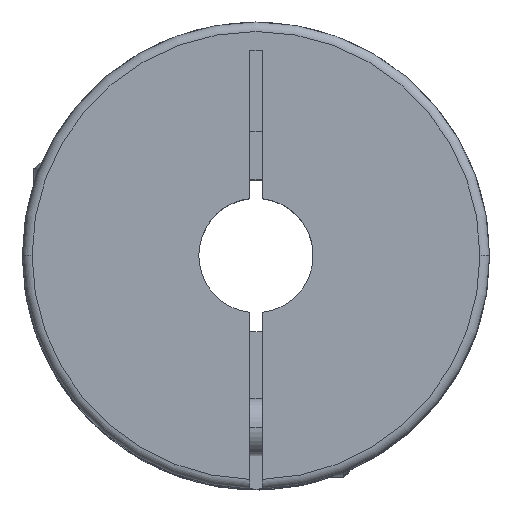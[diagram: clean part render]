
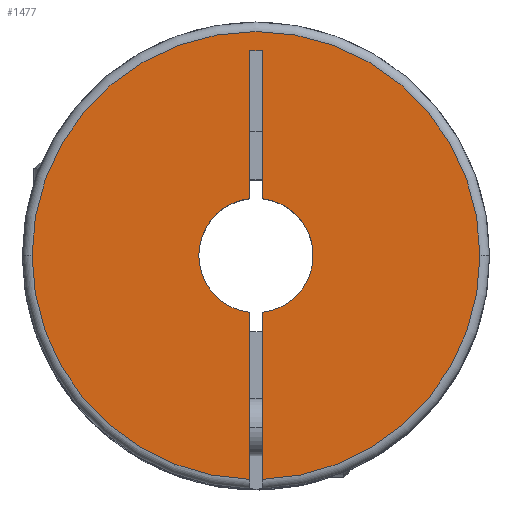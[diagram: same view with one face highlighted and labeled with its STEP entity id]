
A CAD part, top view. The second image highlights one B-rep face of the part: STEP entity #1477.
In plain terms, the highlighted planar face has unit normal (0, 0, 1).
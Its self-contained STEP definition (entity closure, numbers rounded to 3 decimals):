
#90 = CARTESIAN_POINT ( 'NONE',  ( 0., 0., 0. ) ) ;
#96 = CARTESIAN_POINT ( 'NONE',  ( 0., 0., 0. ) ) ;
#194 = EDGE_LOOP ( 'NONE', ( #3730, #3214, #1638, #2375, #3027, #4278, #4435, #2380, #3000, #2590, #2339 ) ) ;
#219 = CARTESIAN_POINT ( 'NONE',  ( 23.5, 0., 0. ) ) ;
#235 = VERTEX_POINT ( 'NONE', #384 ) ;
#242 = DIRECTION ( 'NONE',  ( 0., 0., -1. ) ) ;
#291 = CARTESIAN_POINT ( 'NONE',  ( -0.65, 21.5, 0. ) ) ;
#297 = CARTESIAN_POINT ( 'NONE',  ( 0., 0., 0. ) ) ;
#333 = LINE ( 'NONE', #1040, #2970 ) ;
#384 = CARTESIAN_POINT ( 'NONE',  ( -0.65, 5.965, 0. ) ) ;
#429 = CARTESIAN_POINT ( 'NONE',  ( 0., 0., 0. ) ) ;
#453 = CARTESIAN_POINT ( 'NONE',  ( -6., 0., 0. ) ) ;
#466 = DIRECTION ( 'NONE',  ( 0., -1., 0. ) ) ;
#589 = EDGE_CURVE ( 'NONE', #1583, #235, #3535, .T. ) ;
#598 = AXIS2_PLACEMENT_3D ( 'NONE', #2018, #242, #2195 ) ;
#609 = DIRECTION ( 'NONE',  ( -1., 0., 0. ) ) ;
#622 = DIRECTION ( 'NONE',  ( -1., 0., 0. ) ) ;
#666 = CARTESIAN_POINT ( 'NONE',  ( 0., 0., 0. ) ) ;
#704 = DIRECTION ( 'NONE',  ( 0., 0., -1. ) ) ;
#808 = PLANE ( 'NONE',  #4155 ) ;
#876 = LINE ( 'NONE', #2657, #2215 ) ;
#931 = EDGE_CURVE ( 'NONE', #3470, #1051, #4454, .T. ) ;
#967 = EDGE_CURVE ( 'NONE', #2009, #3470, #4365, .T. ) ;
#1040 = CARTESIAN_POINT ( 'NONE',  ( 0.65, -24.5, 0. ) ) ;
#1051 = VERTEX_POINT ( 'NONE', #291 ) ;
#1074 = EDGE_CURVE ( 'NONE', #4077, #4029, #4146, .T. ) ;
#1100 = CARTESIAN_POINT ( 'NONE',  ( -0.65, -5.965, 0. ) ) ;
#1112 = VECTOR ( 'NONE', #4353, 1000. ) ;
#1128 = CARTESIAN_POINT ( 'NONE',  ( 0.65, 21.5, 0. ) ) ;
#1168 = CARTESIAN_POINT ( 'NONE',  ( 0.65, -24.5, 0. ) ) ;
#1175 = VECTOR ( 'NONE', #3014, 1000. ) ;
#1181 = CARTESIAN_POINT ( 'NONE',  ( 0.65, -23.491, 0. ) ) ;
#1477 = ADVANCED_FACE ( 'NONE', ( #3272 ), #808, .F. ) ;
#1500 = EDGE_CURVE ( 'NONE', #3487, #2692, #876, .T. ) ;
#1527 = DIRECTION ( 'NONE',  ( 0., 1., 0. ) ) ;
#1583 = VERTEX_POINT ( 'NONE', #453 ) ;
#1638 = ORIENTED_EDGE ( 'NONE', *, *, #1906, .T. ) ;
#1868 = DIRECTION ( 'NONE',  ( -1., 0., 0. ) ) ;
#1906 = EDGE_CURVE ( 'NONE', #3487, #1583, #2281, .T. ) ;
#1908 = AXIS2_PLACEMENT_3D ( 'NONE', #297, #4220, #609 ) ;
#1913 = DIRECTION ( 'NONE',  ( 0., 0., -1. ) ) ;
#2009 = VERTEX_POINT ( 'NONE', #2267 ) ;
#2018 = CARTESIAN_POINT ( 'NONE',  ( 0., 0., 0. ) ) ;
#2078 = AXIS2_PLACEMENT_3D ( 'NONE', #429, #1913, #1868 ) ;
#2147 = VERTEX_POINT ( 'NONE', #3648 ) ;
#2149 = CIRCLE ( 'NONE', #598, 6. ) ;
#2195 = DIRECTION ( 'NONE',  ( -1., 0., 0. ) ) ;
#2215 = VECTOR ( 'NONE', #3711, 1000. ) ;
#2267 = CARTESIAN_POINT ( 'NONE',  ( 0.65, 5.965, 0. ) ) ;
#2281 = CIRCLE ( 'NONE', #2428, 6. ) ;
#2337 = EDGE_CURVE ( 'NONE', #2692, #4036, #2506, .T. ) ;
#2339 = ORIENTED_EDGE ( 'NONE', *, *, #2953, .F. ) ;
#2358 = AXIS2_PLACEMENT_3D ( 'NONE', #3238, #704, #3565 ) ;
#2375 = ORIENTED_EDGE ( 'NONE', *, *, #589, .T. ) ;
#2380 = ORIENTED_EDGE ( 'NONE', *, *, #3300, .T. ) ;
#2428 = AXIS2_PLACEMENT_3D ( 'NONE', #96, #4366, #4292 ) ;
#2506 = CIRCLE ( 'NONE', #2358, 23.5 ) ;
#2540 = EDGE_CURVE ( 'NONE', #1051, #235, #2929, .T. ) ;
#2590 = ORIENTED_EDGE ( 'NONE', *, *, #1074, .F. ) ;
#2592 = CIRCLE ( 'NONE', #2078, 23.5 ) ;
#2657 = CARTESIAN_POINT ( 'NONE',  ( -0.65, 21.5, 0. ) ) ;
#2692 = VERTEX_POINT ( 'NONE', #3815 ) ;
#2929 = LINE ( 'NONE', #4085, #1112 ) ;
#2953 = EDGE_CURVE ( 'NONE', #4036, #4077, #2592, .T. ) ;
#2970 = VECTOR ( 'NONE', #4514, 1000. ) ;
#3000 = ORIENTED_EDGE ( 'NONE', *, *, #3825, .F. ) ;
#3014 = DIRECTION ( 'NONE',  ( -1., 0., 0. ) ) ;
#3027 = ORIENTED_EDGE ( 'NONE', *, *, #2540, .F. ) ;
#3106 = DIRECTION ( 'NONE',  ( 0., 0., -1. ) ) ;
#3214 = ORIENTED_EDGE ( 'NONE', *, *, #1500, .F. ) ;
#3238 = CARTESIAN_POINT ( 'NONE',  ( 0., 0., 0. ) ) ;
#3269 = CARTESIAN_POINT ( 'NONE',  ( -23.5, 0., 0. ) ) ;
#3272 = FACE_OUTER_BOUND ( 'NONE', #194, .T. ) ;
#3297 = DIRECTION ( 'NONE',  ( 0., 0., -1. ) ) ;
#3300 = EDGE_CURVE ( 'NONE', #2009, #2147, #2149, .T. ) ;
#3470 = VERTEX_POINT ( 'NONE', #1128 ) ;
#3487 = VERTEX_POINT ( 'NONE', #1100 ) ;
#3535 = CIRCLE ( 'NONE', #1908, 6. ) ;
#3565 = DIRECTION ( 'NONE',  ( -1., 0., 0. ) ) ;
#3623 = VECTOR ( 'NONE', #1527, 1000. ) ;
#3648 = CARTESIAN_POINT ( 'NONE',  ( 0.65, -5.965, 0. ) ) ;
#3711 = DIRECTION ( 'NONE',  ( 0., -1., 0. ) ) ;
#3730 = ORIENTED_EDGE ( 'NONE', *, *, #2337, .F. ) ;
#3815 = CARTESIAN_POINT ( 'NONE',  ( -0.65, -23.491, 0. ) ) ;
#3825 = EDGE_CURVE ( 'NONE', #4029, #2147, #333, .T. ) ;
#4029 = VERTEX_POINT ( 'NONE', #1181 ) ;
#4036 = VERTEX_POINT ( 'NONE', #3269 ) ;
#4077 = VERTEX_POINT ( 'NONE', #219 ) ;
#4085 = CARTESIAN_POINT ( 'NONE',  ( -0.65, 21.5, 0. ) ) ;
#4146 = CIRCLE ( 'NONE', #4593, 23.5 ) ;
#4155 = AXIS2_PLACEMENT_3D ( 'NONE', #90, #3297, #466 ) ;
#4220 = DIRECTION ( 'NONE',  ( 0., 0., -1. ) ) ;
#4278 = ORIENTED_EDGE ( 'NONE', *, *, #931, .F. ) ;
#4292 = DIRECTION ( 'NONE',  ( -1., 0., 0. ) ) ;
#4353 = DIRECTION ( 'NONE',  ( 0., -1., 0. ) ) ;
#4365 = LINE ( 'NONE', #1168, #3623 ) ;
#4366 = DIRECTION ( 'NONE',  ( 0., 0., -1. ) ) ;
#4433 = CARTESIAN_POINT ( 'NONE',  ( 0.65, 21.5, 0. ) ) ;
#4435 = ORIENTED_EDGE ( 'NONE', *, *, #967, .F. ) ;
#4454 = LINE ( 'NONE', #4433, #1175 ) ;
#4514 = DIRECTION ( 'NONE',  ( 0., 1., 0. ) ) ;
#4593 = AXIS2_PLACEMENT_3D ( 'NONE', #666, #3106, #622 ) ;
